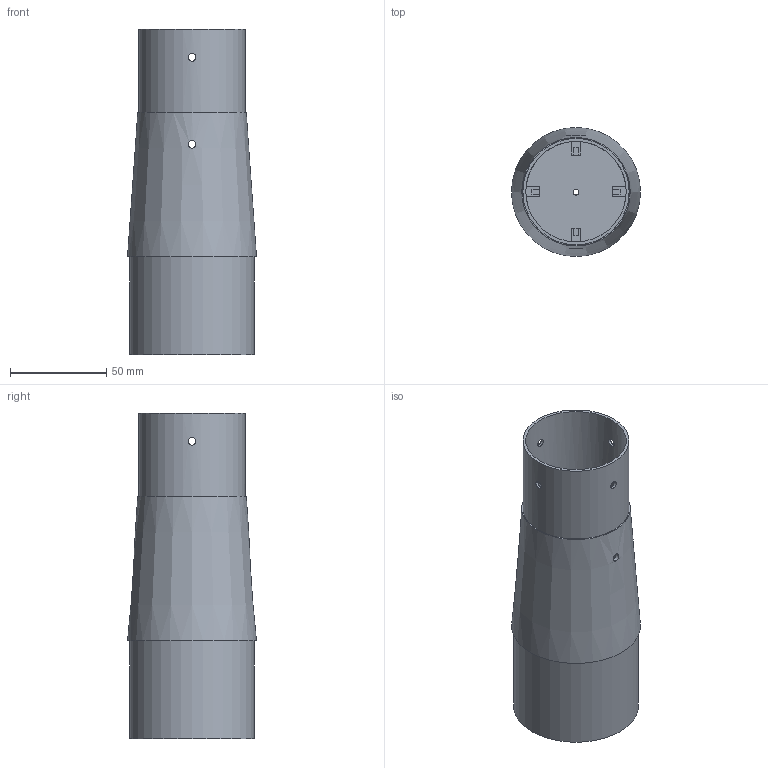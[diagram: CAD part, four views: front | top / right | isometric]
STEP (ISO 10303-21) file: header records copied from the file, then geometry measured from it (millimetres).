
FILE_DESCRIPTION(/* description */ ('STEP AP242','CAx-IF Rec.Pracs.---Representation and Presentation of Product Manufacturing Information (PMI)---4.0---2014-10-13','CAx-IF Rec.Pracs.---3D Tessellated Geometry---0.4---2014-09-14','2;1'),/* implementation_level */ '2;1');
FILE_NAME(/* name */ '66b57d21cff0336b2c3c4de9',/* time_stamp */ '2024-08-09T02:21:22Z',/* author */ (''),/* organization */ (''),/* preprocessor_version */ 'ST-DEVELOPER v20',/* originating_system */ ' ',/* authorisation */ ' ');
FILE_SCHEMA (('AP242_MANAGED_MODEL_BASED_3D_ENGINEERING_MIM_LF { 1 0 10303 442 1 1 4 }'));
Length unit declared in the file: metre
Products named in the file (1): transition
Bounding box: 66.96 x 66.96 x 168.89 mm (x, y, z)
Volume: 77403.9 mm3; surface area: 69252.8 mm2
Topology: 1 solids, 1 shells, 55 faces, 154 edges, 102 vertices
Faces by surface type: plane 41, cylinder 11, cone 3
Full cylindrical faces by diameter (mm): 3 x1, 4 x6, 52.156 x1, 55.204 x1, 59.726 x1, 64.806 x1
Entity records: 1776 total; most frequent: CARTESIAN_POINT 428, ORIENTED_EDGE 264, DIRECTION 248, EDGE_CURVE 132, VERTEX_POINT 96, LINE 88, VECTOR 88, EDGE_LOOP 86
